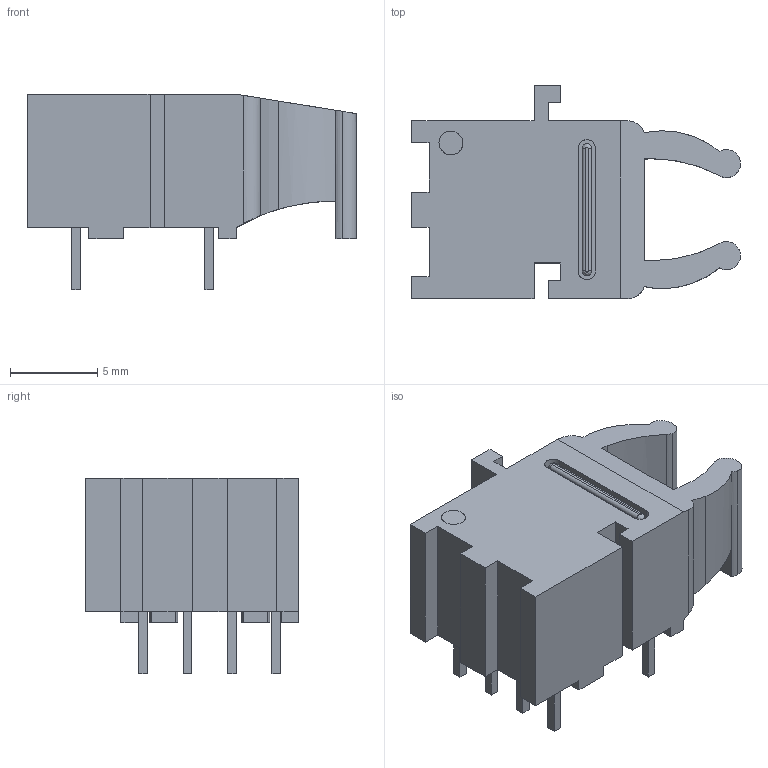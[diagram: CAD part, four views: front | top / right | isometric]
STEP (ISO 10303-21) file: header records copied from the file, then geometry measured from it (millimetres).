
FILE_DESCRIPTION (( 'STEP AP214' ), '1' );
FILE_NAME ('HFBR-1523Z.STEP', '2023-09-21T01:08:31', ( '' ), ( '' ), 'SwSTEP 2.0', 'SolidWorks 2022', '' );
FILE_SCHEMA (( 'AUTOMOTIVE_DESIGN' ));
Length unit declared in the file: millimetre
Products named in the file (1): HFBR-1523Z
Bounding box: 18.8 x 12.19 x 11.18 mm (x, y, z)
Volume: 1065.5 mm3; surface area: 1048.8 mm2
Topology: 2 solids, 2 shells, 140 faces, 363 edges, 238 vertices
Faces by surface type: plane 107, cylinder 29, bspline 4
Entity records: 5077 total; most frequent: CARTESIAN_POINT 1354, ORIENTED_EDGE 726, DIRECTION 596, EDGE_CURVE 363, LINE 290, VECTOR 290, VERTEX_POINT 238, AXIS2_PLACEMENT_3D 153
